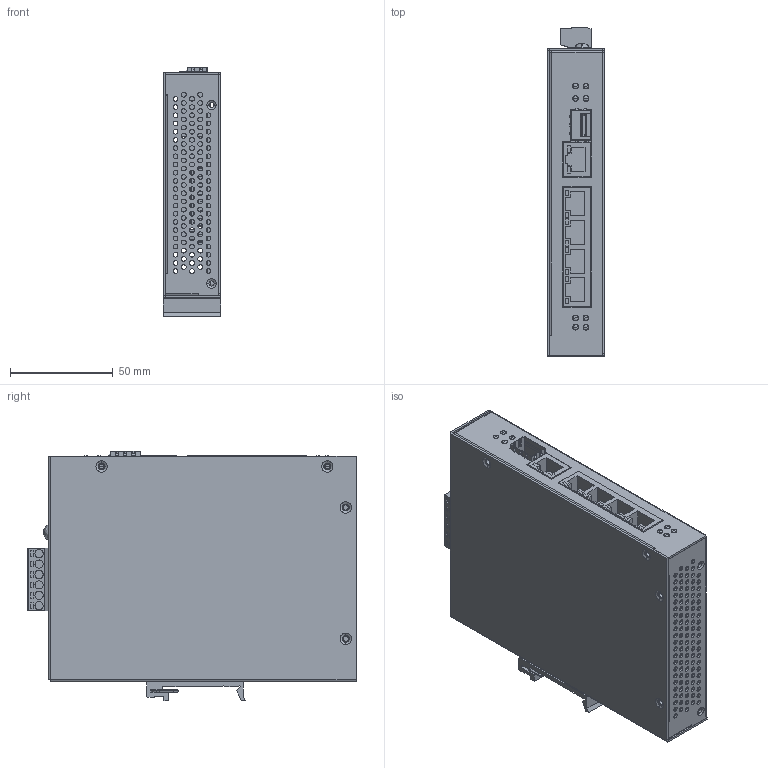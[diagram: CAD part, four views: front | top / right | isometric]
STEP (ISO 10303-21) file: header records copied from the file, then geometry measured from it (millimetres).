
FILE_DESCRIPTION (( 'STEP AP203' ), '1' );
FILE_NAME ('NSM-205GP.STEP', '2023-08-30T07:46:12', ( 'Windows 使用者' ), ( '' ), 'SwSTEP 2.0', 'SolidWorks 2020', '' );
FILE_SCHEMA (( 'CONFIG_CONTROL_DESIGN' ));
Length unit declared in the file: millimetre
Products named in the file (19): NS-205GHP_PCB; DIN-RAIL_鋁擠_28mm; F.G.臟; NSM-205GP_PCB; (X_T)DC-PowerPin(5.08)-6pin; Block-5.08-06pin-M; NS-205GHP_U_001; LED x 2_90D; NSM-205GP; DIN-RAIL_鋁擠_彈簧_28mm; SFP; 2DJ042_RTC-14DFGJ1D UDE; DIN-RAIL_鋁擠_28mm_20140527; RAR-02; 螺絲M3.5x6; RJ-45 1X4_RTK-36F0K24A; LED導光柱_圓頂_透明; NS-205GP_L; Block-5.08-06pin
Assembly tree (28 placements, depth 4):
  NSM-205GP
    NSM-205GP_PCB
      NS-205GHP_PCB
      RAR-02
      F.G.臟
      螺絲M3.5x6
      SFP
      2DJ042_RTC-14DFGJ1D UDE
      Block-5.08-06pin
        (X_T)DC-PowerPin(5.08)-6pin
        Block-5.08-06pin-M
      RJ-45 1X4_RTK-36F0K24A
      LED x 2_90D  x4
    NS-205GP_L
    NS-205GHP_U_001
    DIN-RAIL_鋁擠_28mm_20140527
      DIN-RAIL_鋁擠_28mm
      DIN-RAIL_鋁擠_彈簧_28mm
    LED導光柱_圓頂_透明  x8
Bounding box: 28 x 159.9 x 121.4 mm (x, y, z)
Volume: 110425.5 mm3; surface area: 157740.2 mm2
Topology: 25 solids, 25 shells, 2109 faces, 5400 edges, 3506 vertices
Faces by surface type: plane 1229, cylinder 770, cone 52, sphere 38, torus 12, bspline 8
Entity records: 62923 total; most frequent: CARTESIAN_POINT 10727, DIRECTION 10438, ORIENTED_EDGE 10092, EDGE_CURVE 5046, LINE 3566, VECTOR 3566, AXIS2_PLACEMENT_3D 3436, VERTEX_POINT 3277
